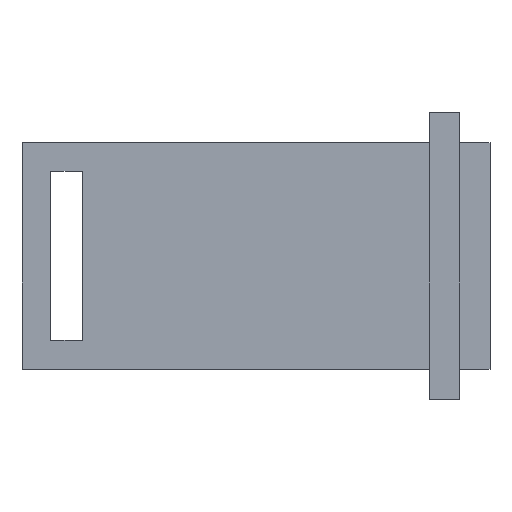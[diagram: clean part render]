
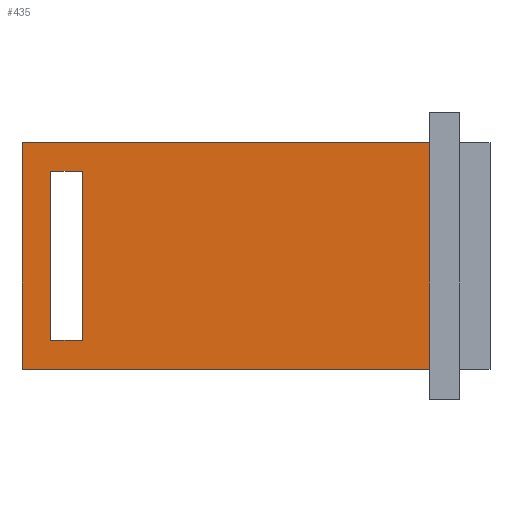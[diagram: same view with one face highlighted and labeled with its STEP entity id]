
A CAD part, top view. The second image highlights one B-rep face of the part: STEP entity #435.
In plain terms, the highlighted planar face has unit normal (0, 0, 1).
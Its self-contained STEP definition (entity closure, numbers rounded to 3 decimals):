
#134 = VERTEX_POINT('',#135);
#135 = CARTESIAN_POINT('',(23.,-4.,12.));
#158 = VERTEX_POINT('',#159);
#159 = CARTESIAN_POINT('',(23.,-34.,12.));
#206 = EDGE_CURVE('',#134,#158,#207,.T.);
#207 = LINE('',#208,#209);
#208 = CARTESIAN_POINT('',(23.,-4.,12.));
#209 = VECTOR('',#210,1.);
#210 = DIRECTION('',(0.,-1.,0.));
#326 = EDGE_CURVE('',#158,#327,#329,.T.);
#327 = VERTEX_POINT('',#328);
#328 = CARTESIAN_POINT('',(-31.,-34.,12.));
#329 = LINE('',#330,#331);
#330 = CARTESIAN_POINT('',(23.,-34.,12.));
#331 = VECTOR('',#332,1.);
#332 = DIRECTION('',(-1.,0.,0.));
#417 = VERTEX_POINT('',#418);
#418 = CARTESIAN_POINT('',(-31.,-4.,12.));
#424 = EDGE_CURVE('',#134,#417,#425,.T.);
#425 = LINE('',#426,#427);
#426 = CARTESIAN_POINT('',(23.,-4.,12.));
#427 = VECTOR('',#428,1.);
#428 = DIRECTION('',(-1.,0.,0.));
#435 = ADVANCED_FACE('',(#436,#447),#481,.T.);
#436 = FACE_BOUND('',#437,.T.);
#437 = EDGE_LOOP('',(#438,#439,#445,#446));
#438 = ORIENTED_EDGE('',*,*,#424,.T.);
#439 = ORIENTED_EDGE('',*,*,#440,.T.);
#440 = EDGE_CURVE('',#417,#327,#441,.T.);
#441 = LINE('',#442,#443);
#442 = CARTESIAN_POINT('',(-31.,-4.,12.));
#443 = VECTOR('',#444,1.);
#444 = DIRECTION('',(0.,-1.,0.));
#445 = ORIENTED_EDGE('',*,*,#326,.F.);
#446 = ORIENTED_EDGE('',*,*,#206,.F.);
#447 = FACE_BOUND('',#448,.T.);
#448 = EDGE_LOOP('',(#449,#459,#467,#475));
#449 = ORIENTED_EDGE('',*,*,#450,.F.);
#450 = EDGE_CURVE('',#451,#453,#455,.T.);
#451 = VERTEX_POINT('',#452);
#452 = CARTESIAN_POINT('',(-23.,-7.8,12.));
#453 = VERTEX_POINT('',#454);
#454 = CARTESIAN_POINT('',(-27.2,-7.8,12.));
#455 = LINE('',#456,#457);
#456 = CARTESIAN_POINT('',(-23.,-7.8,12.));
#457 = VECTOR('',#458,1.);
#458 = DIRECTION('',(-1.,0.,0.));
#459 = ORIENTED_EDGE('',*,*,#460,.F.);
#460 = EDGE_CURVE('',#461,#451,#463,.T.);
#461 = VERTEX_POINT('',#462);
#462 = CARTESIAN_POINT('',(-23.,-30.2,12.));
#463 = LINE('',#464,#465);
#464 = CARTESIAN_POINT('',(-23.,-30.2,12.));
#465 = VECTOR('',#466,1.);
#466 = DIRECTION('',(0.,1.,0.));
#467 = ORIENTED_EDGE('',*,*,#468,.F.);
#468 = EDGE_CURVE('',#469,#461,#471,.T.);
#469 = VERTEX_POINT('',#470);
#470 = CARTESIAN_POINT('',(-27.2,-30.2,12.));
#471 = LINE('',#472,#473);
#472 = CARTESIAN_POINT('',(-27.2,-30.2,12.));
#473 = VECTOR('',#474,1.);
#474 = DIRECTION('',(1.,0.,0.));
#475 = ORIENTED_EDGE('',*,*,#476,.F.);
#476 = EDGE_CURVE('',#453,#469,#477,.T.);
#477 = LINE('',#478,#479);
#478 = CARTESIAN_POINT('',(-27.2,-7.8,12.));
#479 = VECTOR('',#480,1.);
#480 = DIRECTION('',(0.,-1.,0.));
#481 = PLANE('',#482);
#482 = AXIS2_PLACEMENT_3D('',#483,#484,#485);
#483 = CARTESIAN_POINT('',(23.,-4.,12.));
#484 = DIRECTION('',(0.,0.,1.));
#485 = DIRECTION('',(0.,-1.,0.));
